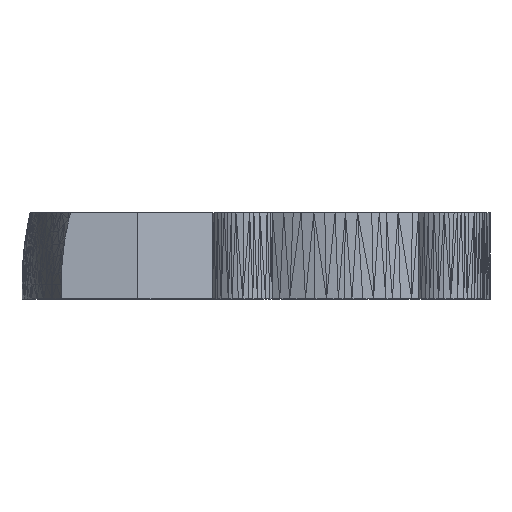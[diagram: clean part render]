
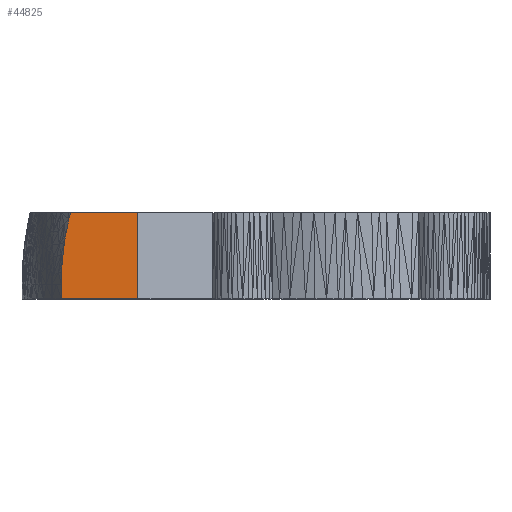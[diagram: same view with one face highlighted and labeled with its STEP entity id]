
A CAD part, top view. The second image highlights one B-rep face of the part: STEP entity #44825.
In plain terms, the highlighted planar face has unit normal (0, 0, 1).
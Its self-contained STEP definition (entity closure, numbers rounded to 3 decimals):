
#1057=FACE_OUTER_BOUND('',#4353,.T.);
#4353=EDGE_LOOP('',(#33356,#33357,#33358,#33359,#33360,#33361,#33362,#33363,
#33364,#33365));
#6625=LINE('',#63137,#12825);
#7497=LINE('',#64878,#13697);
#9975=LINE('',#69735,#16175);
#9976=LINE('',#69737,#16176);
#9977=LINE('',#69739,#16177);
#9978=LINE('',#69741,#16178);
#9979=LINE('',#69743,#16179);
#9980=LINE('',#69745,#16180);
#9981=LINE('',#69747,#16181);
#9982=LINE('',#69748,#16182);
#12825=VECTOR('',#50386,10.);
#13697=VECTOR('',#51322,10.);
#16175=VECTOR('',#55758,10.);
#16176=VECTOR('',#55759,10.);
#16177=VECTOR('',#55760,10.);
#16178=VECTOR('',#55761,10.);
#16179=VECTOR('',#55762,10.);
#16180=VECTOR('',#55763,10.);
#16181=VECTOR('',#55764,10.);
#16182=VECTOR('',#55765,10.);
#19024=VERTEX_POINT('',#63134);
#19025=VERTEX_POINT('',#63136);
#19861=VERTEX_POINT('',#64875);
#19862=VERTEX_POINT('',#64877);
#21263=VERTEX_POINT('',#69736);
#21264=VERTEX_POINT('',#69738);
#21265=VERTEX_POINT('',#69740);
#21266=VERTEX_POINT('',#69742);
#21267=VERTEX_POINT('',#69744);
#21268=VERTEX_POINT('',#69746);
#21957=EDGE_CURVE('',#19024,#19025,#6625,.T.);
#22829=EDGE_CURVE('',#19861,#19862,#7497,.T.);
#25307=EDGE_CURVE('',#19024,#19862,#9975,.T.);
#25308=EDGE_CURVE('',#21263,#19861,#9976,.T.);
#25309=EDGE_CURVE('',#21264,#21263,#9977,.T.);
#25310=EDGE_CURVE('',#21265,#21264,#9978,.T.);
#25311=EDGE_CURVE('',#21266,#21265,#9979,.T.);
#25312=EDGE_CURVE('',#21267,#21266,#9980,.T.);
#25313=EDGE_CURVE('',#21267,#21268,#9981,.T.);
#25314=EDGE_CURVE('',#21268,#19025,#9982,.T.);
#33356=ORIENTED_EDGE('',*,*,#25307,.T.);
#33357=ORIENTED_EDGE('',*,*,#22829,.F.);
#33358=ORIENTED_EDGE('',*,*,#25308,.F.);
#33359=ORIENTED_EDGE('',*,*,#25309,.F.);
#33360=ORIENTED_EDGE('',*,*,#25310,.F.);
#33361=ORIENTED_EDGE('',*,*,#25311,.F.);
#33362=ORIENTED_EDGE('',*,*,#25312,.F.);
#33363=ORIENTED_EDGE('',*,*,#25313,.T.);
#33364=ORIENTED_EDGE('',*,*,#25314,.T.);
#33365=ORIENTED_EDGE('',*,*,#21957,.F.);
#41556=PLANE('',#48108);
#44825=ADVANCED_FACE('',(#1057),#41556,.T.);
#48108=AXIS2_PLACEMENT_3D('',#69734,#55756,#55757);
#50386=DIRECTION('',(-1.,0.,0.));
#51322=DIRECTION('',(1.,0.,0.));
#55756=DIRECTION('center_axis',(0.,0.,1.));
#55757=DIRECTION('ref_axis',(1.,0.,0.));
#55758=DIRECTION('',(0.,1.,0.));
#55759=DIRECTION('',(0.243,0.97,0.));
#55760=DIRECTION('',(0.201,0.98,0.));
#55761=DIRECTION('',(0.161,0.987,0.));
#55762=DIRECTION('',(0.111,0.994,0.));
#55763=DIRECTION('',(0.061,0.998,0.));
#55764=DIRECTION('',(-0.022,-1.,0.));
#55765=DIRECTION('',(0.,-1.,0.));
#63134=CARTESIAN_POINT('',(-16.422,-6.,21.5));
#63136=CARTESIAN_POINT('',(-27.078,-6.,21.5));
#63137=CARTESIAN_POINT('',(-16.422,-6.,21.5));
#64875=CARTESIAN_POINT('',(-25.791,6.,21.5));
#64877=CARTESIAN_POINT('',(-16.422,6.,21.5));
#64878=CARTESIAN_POINT('',(-25.791,6.,21.5));
#69734=CARTESIAN_POINT('Origin',(-26.959,-0.976,21.5));
#69735=CARTESIAN_POINT('',(-16.422,-3.488,21.5));
#69736=CARTESIAN_POINT('',(-26.007,5.136,21.5));
#69737=CARTESIAN_POINT('',(-26.656,2.539,21.5));
#69738=CARTESIAN_POINT('',(-26.492,2.775,21.5));
#69739=CARTESIAN_POINT('',(-26.711,1.706,21.5));
#69740=CARTESIAN_POINT('',(-26.644,1.845,21.5));
#69741=CARTESIAN_POINT('',(-26.847,0.601,21.5));
#69742=CARTESIAN_POINT('',(-26.959,-0.976,21.5));
#69743=CARTESIAN_POINT('',(-26.801,0.434,21.5));
#69744=CARTESIAN_POINT('',(-27.041,-2.328,21.5));
#69745=CARTESIAN_POINT('',(-27.041,-2.328,21.5));
#69746=CARTESIAN_POINT('',(-27.077,-4.,21.5));
#69747=CARTESIAN_POINT('',(-27.041,-2.328,21.5));
#69748=CARTESIAN_POINT('',(-27.077,-4.,21.5));
